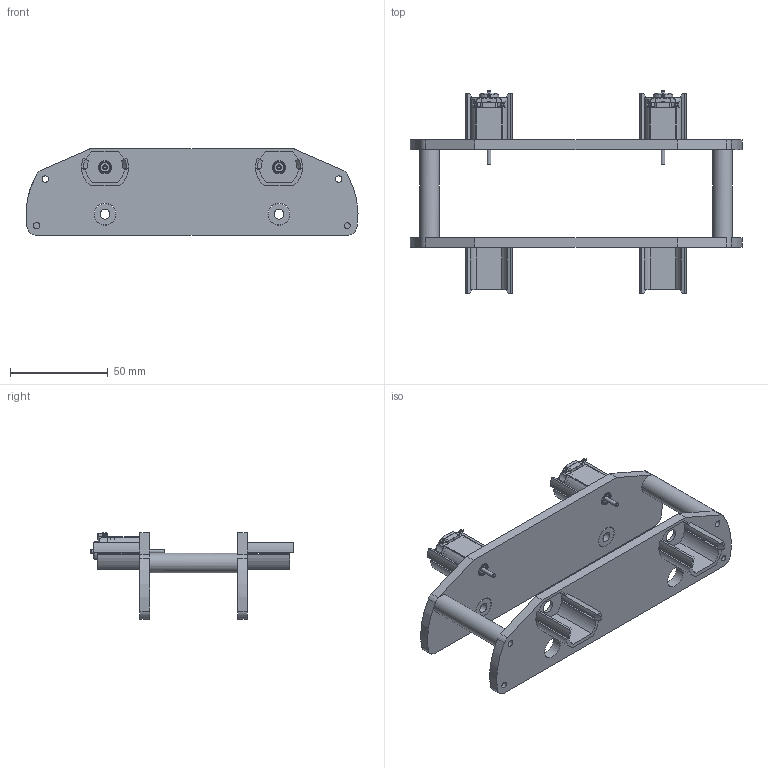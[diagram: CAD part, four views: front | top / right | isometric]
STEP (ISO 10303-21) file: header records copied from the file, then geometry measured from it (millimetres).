
FILE_DESCRIPTION(/* description */ (''),/* implementation_level */ '2;1');
FILE_NAME(/* name */ 'Two Motor Flywheel v5.step',/* time_stamp */ '2024-07-15T04:35:39-04:00',/* author */ (''),/* organization */ (''),/* preprocessor_version */ 'ST-DEVELOPER v20',/* originating_system */ 'Autodesk Translation Framework v13.14.0.145',/* authorisation */ '');
FILE_SCHEMA (('AUTOMOTIVE_DESIGN { 1 0 10303 214 3 1 1 }'));
Length unit declared in the file: millimetre
Products named in the file (12): Two Motor Flywheel; type_fa130; type_fa130_1; housing; endbell; brushholder; brush; bush; shaft; Motor and Flywheel Mount; 11mm OD 5mm ID Bearing; 11mm OD 5mm ID Bearing (1)
Assembly tree (19 placements, depth 3):
  Two Motor Flywheel
    type_fa130
      housing
      endbell
      brushholder
      brush  x2
      bush
      shaft
    type_fa130_1
      housing
      endbell
      brushholder
      brush  x2
      bush
      shaft
    Motor and Flywheel Mount
    11mm OD 5mm ID Bearing
    11mm OD 5mm ID Bearing (1)
Bounding box: 169.83 x 103.8 x 44.37 mm (x, y, z)
Volume: 79993.4 mm3; surface area: 55344.5 mm2
Topology: 18 solids, 18 shells, 930 faces, 2462 edges, 1548 vertices
Faces by surface type: plane 404, cylinder 288, bspline 144, torus 38, cone 32, sphere 24
Full cylindrical faces by diameter (mm): 2 x4, 2.1 x4, 3 x2, 3.3 x6, 4 x2, 5 x2, 5.45 x2, 5.55 x2, 6.15 x2, 6.8 x4, 10 x2, 11 x2, 11.2 x4
Entity records: 20665 total; most frequent: CARTESIAN_POINT 7937, DIRECTION 2608, ORIENTED_EDGE 2606, EDGE_CURVE 1303, AXIS2_PLACEMENT_3D 938, VERTEX_POINT 835, LINE 732, VECTOR 732
